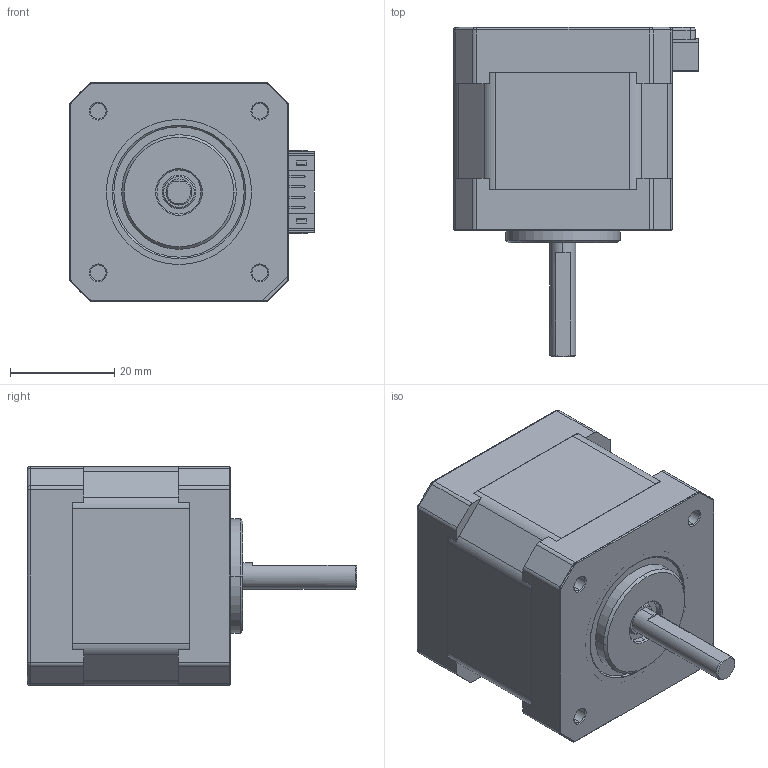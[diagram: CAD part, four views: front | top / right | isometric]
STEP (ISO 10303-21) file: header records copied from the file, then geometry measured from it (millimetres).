
FILE_DESCRIPTION (( 'STEP AP214' ), '1' );
FILE_NAME ('NEMA 17 Stepper Motor 39mm.STEP', '2025-05-12T01:18:27', ( '' ), ( '' ), 'SwSTEP 2.0', 'SolidWorks 2022', '' );
FILE_SCHEMA (( 'AUTOMOTIVE_DESIGN' ));
Length unit declared in the file: millimetre
Products named in the file (15): Cuerpo004; Cuerpo002; M3x28-Tornillo004; Cuerpo001; Pines; M3x28-Tornillo005; Cuerpo003; Cuerpo007; Cuerpo005; Cuerpo; Cuerpo008; Cuerpo006; M3x28-Tornillo006; M3x28-Tornillo; NEMA 17 Stepper Motor 39mm
Assembly tree (19 placements, depth 3):
  NEMA 17 Stepper Motor 39mm
    Pines
      Cuerpo007  x6
    Cuerpo
    Cuerpo002
    Cuerpo003
    M3x28-Tornillo
    M3x28-Tornillo004
    M3x28-Tornillo005
    M3x28-Tornillo006
    Cuerpo004
    Cuerpo005
    Cuerpo006
    Cuerpo008
    Cuerpo001
Bounding box: 47 x 63.15 x 42 mm (x, y, z)
Volume: 54189.1 mm3; surface area: 28271.2 mm2
Topology: 18 solids, 18 shells, 470 faces, 1153 edges, 728 vertices
Faces by surface type: plane 260, cylinder 124, cone 53, torus 18, sphere 8, bspline 7
Entity records: 13563 total; most frequent: CARTESIAN_POINT 2815, DIRECTION 2194, ORIENTED_EDGE 2090, EDGE_CURVE 1045, AXIS2_PLACEMENT_3D 841, VERTEX_POINT 668, LINE 512, VECTOR 512
